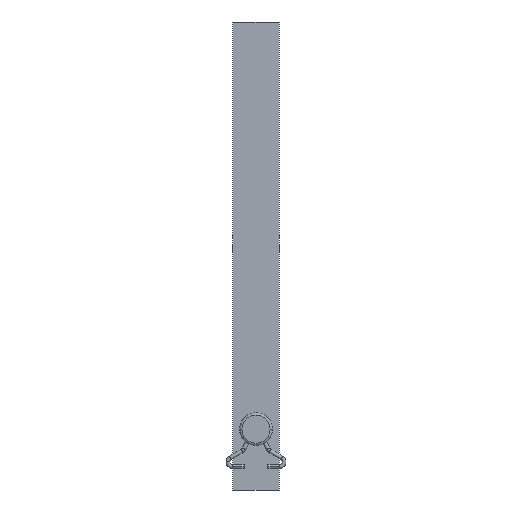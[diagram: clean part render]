
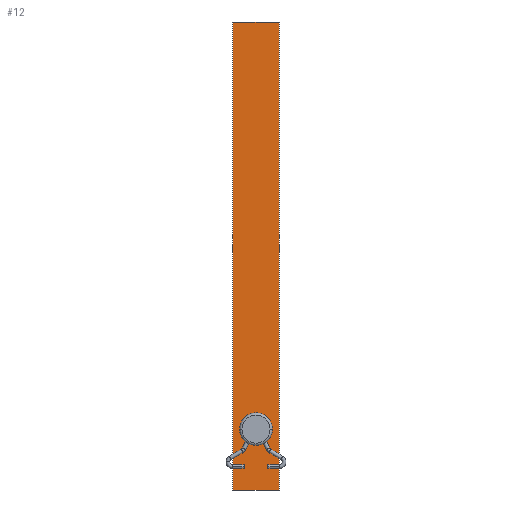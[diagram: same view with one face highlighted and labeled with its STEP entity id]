
A CAD part, left-side view. The second image highlights one B-rep face of the part: STEP entity #12.
In plain terms, the highlighted planar face has unit normal (-1, 0, 0).
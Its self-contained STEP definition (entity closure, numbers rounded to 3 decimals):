
#2 = VERTEX_POINT ( 'NONE', #2969 ) ;
#12 = ADVANCED_FACE ( 'NONE', ( #2249, #1793 ), #2512, .F. ) ;
#20 = EDGE_CURVE ( 'NONE', #2315, #430, #1329, .T. ) ;
#32 = CARTESIAN_POINT ( 'NONE',  ( -0.5, 0., 13. ) ) ;
#154 = CARTESIAN_POINT ( 'NONE',  ( -0.5, 0., 13. ) ) ;
#323 = CARTESIAN_POINT ( 'NONE',  ( -0.5, 5., 100. ) ) ;
#350 = DIRECTION ( 'NONE',  ( 0., 1., 0. ) ) ;
#430 = VERTEX_POINT ( 'NONE', #608 ) ;
#608 = CARTESIAN_POINT ( 'NONE',  ( -0.5, 5., 0. ) ) ;
#675 = CIRCLE ( 'NONE', #835, 2. ) ;
#687 = DIRECTION ( 'NONE',  ( 0., 0., -1. ) ) ;
#781 = CIRCLE ( 'NONE', #1030, 2. ) ;
#835 = AXIS2_PLACEMENT_3D ( 'NONE', #154, #2564, #1190 ) ;
#908 = VERTEX_POINT ( 'NONE', #3045 ) ;
#912 = ORIENTED_EDGE ( 'NONE', *, *, #2267, .F. ) ;
#1019 = EDGE_LOOP ( 'NONE', ( #3053, #912, #3042, #1377 ) ) ;
#1030 = AXIS2_PLACEMENT_3D ( 'NONE', #32, #1300, #1747 ) ;
#1065 = CARTESIAN_POINT ( 'NONE',  ( -0.5, 5., 100. ) ) ;
#1090 = CARTESIAN_POINT ( 'NONE',  ( -0.5, 5., 100. ) ) ;
#1121 = LINE ( 'NONE', #1806, #2290 ) ;
#1140 = LINE ( 'NONE', #2863, #3009 ) ;
#1190 = DIRECTION ( 'NONE',  ( 0., 1., 0. ) ) ;
#1281 = VECTOR ( 'NONE', #2501, 1000. ) ;
#1297 = DIRECTION ( 'NONE',  ( 1., 0., 0. ) ) ;
#1300 = DIRECTION ( 'NONE',  ( -1., 0., 0. ) ) ;
#1329 = LINE ( 'NONE', #323, #1281 ) ;
#1377 = ORIENTED_EDGE ( 'NONE', *, *, #20, .T. ) ;
#1422 = EDGE_CURVE ( 'NONE', #2, #908, #781, .T. ) ;
#1746 = EDGE_CURVE ( 'NONE', #908, #2, #675, .T. ) ;
#1747 = DIRECTION ( 'NONE',  ( 0., 1., 0. ) ) ;
#1793 = FACE_OUTER_BOUND ( 'NONE', #1019, .T. ) ;
#1799 = LINE ( 'NONE', #1065, #2098 ) ;
#1806 = CARTESIAN_POINT ( 'NONE',  ( -0.5, 5., 0. ) ) ;
#1879 = EDGE_LOOP ( 'NONE', ( #2594, #3085 ) ) ;
#2022 = DIRECTION ( 'NONE',  ( 0., -1., 0. ) ) ;
#2061 = CARTESIAN_POINT ( 'NONE',  ( -0.5, 5., 100. ) ) ;
#2098 = VECTOR ( 'NONE', #2022, 1000. ) ;
#2249 = FACE_BOUND ( 'NONE', #1879, .T. ) ;
#2267 = EDGE_CURVE ( 'NONE', #2463, #2614, #1140, .T. ) ;
#2290 = VECTOR ( 'NONE', #3036, 1000. ) ;
#2315 = VERTEX_POINT ( 'NONE', #2061 ) ;
#2350 = EDGE_CURVE ( 'NONE', #430, #2614, #1121, .T. ) ;
#2362 = CARTESIAN_POINT ( 'NONE',  ( -0.5, -5., 100. ) ) ;
#2463 = VERTEX_POINT ( 'NONE', #2362 ) ;
#2501 = DIRECTION ( 'NONE',  ( 0., 0., -1. ) ) ;
#2512 = PLANE ( 'NONE',  #2681 ) ;
#2564 = DIRECTION ( 'NONE',  ( -1., 0., 0. ) ) ;
#2594 = ORIENTED_EDGE ( 'NONE', *, *, #1422, .F. ) ;
#2614 = VERTEX_POINT ( 'NONE', #3090 ) ;
#2681 = AXIS2_PLACEMENT_3D ( 'NONE', #1090, #1297, #350 ) ;
#2853 = EDGE_CURVE ( 'NONE', #2315, #2463, #1799, .T. ) ;
#2863 = CARTESIAN_POINT ( 'NONE',  ( -0.5, -5., 100. ) ) ;
#2969 = CARTESIAN_POINT ( 'NONE',  ( -0.5, -2., 13. ) ) ;
#3009 = VECTOR ( 'NONE', #687, 1000. ) ;
#3036 = DIRECTION ( 'NONE',  ( 0., -1., 0. ) ) ;
#3042 = ORIENTED_EDGE ( 'NONE', *, *, #2853, .F. ) ;
#3045 = CARTESIAN_POINT ( 'NONE',  ( -0.5, 2., 13. ) ) ;
#3053 = ORIENTED_EDGE ( 'NONE', *, *, #2350, .T. ) ;
#3085 = ORIENTED_EDGE ( 'NONE', *, *, #1746, .F. ) ;
#3090 = CARTESIAN_POINT ( 'NONE',  ( -0.5, -5., 0. ) ) ;
